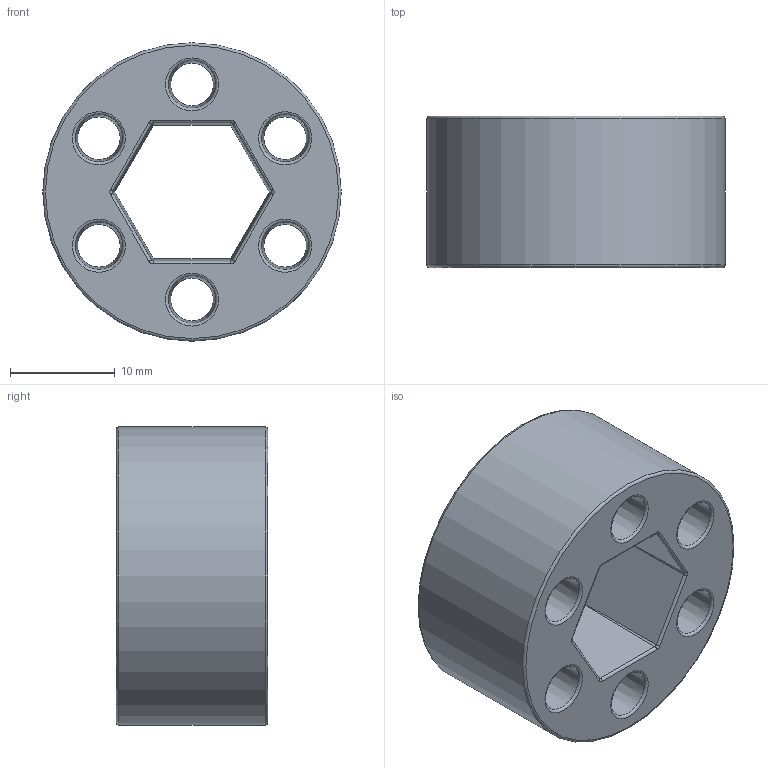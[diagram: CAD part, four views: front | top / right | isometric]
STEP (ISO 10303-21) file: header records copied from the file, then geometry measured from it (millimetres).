
FILE_DESCRIPTION(/* description */ (''),/* implementation_level */ '2;1');
FILE_NAME(/* name */ 'am-1305 500 Hex Spacer.ipt.stp',/* time_stamp */ '2016-01-07T16:38:22-08:00',/* author */ ('PhillipD'),/* organization */ (''),/* preprocessor_version */ 'ST-DEVELOPER v16.1',/* originating_system */ 'Autodesk Inventor 2016',/* authorisation */ '');
FILE_SCHEMA (('AUTOMOTIVE_DESIGN { 1 0 10303 214 3 1 1 }'));
Length unit declared in the file: inch
Products named in the file (1): am-1305 500 Hex Spacer
Bounding box: 28.55 x 14.48 x 28.55 mm (x, y, z)
Volume: 5866.8 mm3; surface area: 3892.8 mm2
Topology: 1 solids, 1 shells, 59 faces, 143 edges, 86 vertices
Faces by surface type: torus 26, cylinder 13, cone 12, plane 8
Full cylindrical faces by diameter (mm): 28.55 x1
Entity records: 1595 total; most frequent: DIRECTION 308, CARTESIAN_POINT 248, ORIENTED_EDGE 224, AXIS2_PLACEMENT_3D 136, EDGE_CURVE 112, EDGE_LOOP 94, CIRCLE 76, VERTEX_POINT 76
